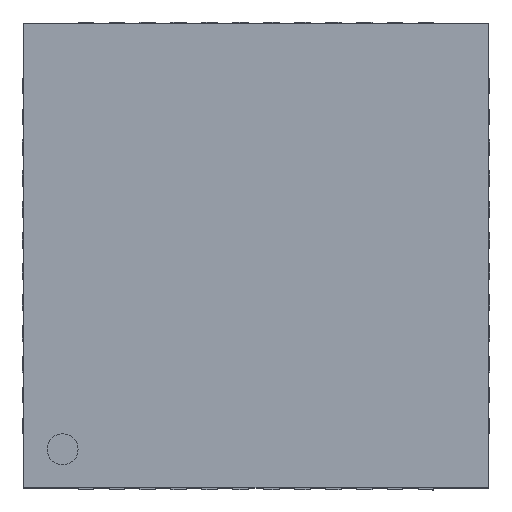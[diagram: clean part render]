
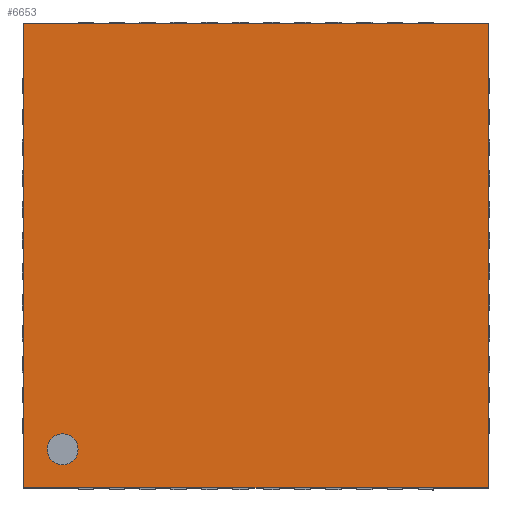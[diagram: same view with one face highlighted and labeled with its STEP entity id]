
A CAD part, top view. The second image highlights one B-rep face of the part: STEP entity #6653.
In plain terms, the highlighted planar face has unit normal (0, 0, 1).
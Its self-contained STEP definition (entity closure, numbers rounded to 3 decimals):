
#353 = CARTESIAN_POINT ( 'NONE',  ( -2.5, -2.5, 0.9 ) ) ;
#580 = PLANE ( 'NONE',  #6007 ) ;
#719 = ORIENTED_EDGE ( 'NONE', *, *, #4315, .T. ) ;
#1370 = VECTOR ( 'NONE', #3258, 1000. ) ;
#1497 = CARTESIAN_POINT ( 'NONE',  ( 0., 0., 0.9 ) ) ;
#1781 = CARTESIAN_POINT ( 'NONE',  ( -2.7, -2.5, 0.9 ) ) ;
#2130 = CARTESIAN_POINT ( 'NONE',  ( -3., 3., 0.9 ) ) ;
#2232 = EDGE_CURVE ( 'NONE', #4401, #7524, #11288, .T. ) ;
#2337 = CARTESIAN_POINT ( 'NONE',  ( -2.5, -2.5, 0.9 ) ) ;
#2349 = ORIENTED_EDGE ( 'NONE', *, *, #7046, .T. ) ;
#2856 = DIRECTION ( 'NONE',  ( 1., 0., 0. ) ) ;
#2882 = AXIS2_PLACEMENT_3D ( 'NONE', #2337, #8547, #3257 ) ;
#3257 = DIRECTION ( 'NONE',  ( 1., 0., 0. ) ) ;
#3258 = DIRECTION ( 'NONE',  ( 0., -1., 0. ) ) ;
#3296 = ORIENTED_EDGE ( 'NONE', *, *, #11857, .T. ) ;
#3881 = LINE ( 'NONE', #6879, #11580 ) ;
#4315 = EDGE_CURVE ( 'NONE', #9643, #4401, #3881, .T. ) ;
#4401 = VERTEX_POINT ( 'NONE', #2130 ) ;
#4427 = CARTESIAN_POINT ( 'NONE',  ( -3., -3., 0.9 ) ) ;
#4757 = FACE_BOUND ( 'NONE', #6792, .T. ) ;
#5108 = CIRCLE ( 'NONE', #2882, 0.2 ) ;
#5577 = CIRCLE ( 'NONE', #6913, 0.2 ) ;
#5982 = CARTESIAN_POINT ( 'NONE',  ( -3., 0., 0.9 ) ) ;
#6007 = AXIS2_PLACEMENT_3D ( 'NONE', #1497, #10997, #7853 ) ;
#6261 = EDGE_LOOP ( 'NONE', ( #8083, #3296, #2349, #719 ) ) ;
#6284 = CARTESIAN_POINT ( 'NONE',  ( -2.3, -2.5, 0.9 ) ) ;
#6562 = EDGE_CURVE ( 'NONE', #8252, #8512, #5108, .T. ) ;
#6653 = ADVANCED_FACE ( 'NONE', ( #9168, #4757 ), #580, .T. ) ;
#6792 = EDGE_LOOP ( 'NONE', ( #12128, #11177 ) ) ;
#6879 = CARTESIAN_POINT ( 'NONE',  ( 0., 3., 0.9 ) ) ;
#6913 = AXIS2_PLACEMENT_3D ( 'NONE', #353, #7839, #2856 ) ;
#7046 = EDGE_CURVE ( 'NONE', #7776, #9643, #7466, .T. ) ;
#7466 = LINE ( 'NONE', #12772, #11826 ) ;
#7524 = VERTEX_POINT ( 'NONE', #4427 ) ;
#7776 = VERTEX_POINT ( 'NONE', #12423 ) ;
#7839 = DIRECTION ( 'NONE',  ( 0., 0., -1. ) ) ;
#7853 = DIRECTION ( 'NONE',  ( 1., 0., 0. ) ) ;
#8083 = ORIENTED_EDGE ( 'NONE', *, *, #2232, .T. ) ;
#8195 = CARTESIAN_POINT ( 'NONE',  ( 0., -3., 0.9 ) ) ;
#8252 = VERTEX_POINT ( 'NONE', #6284 ) ;
#8512 = VERTEX_POINT ( 'NONE', #1781 ) ;
#8547 = DIRECTION ( 'NONE',  ( 0., 0., -1. ) ) ;
#9168 = FACE_OUTER_BOUND ( 'NONE', #6261, .T. ) ;
#9643 = VERTEX_POINT ( 'NONE', #13808 ) ;
#10088 = DIRECTION ( 'NONE',  ( -1., 0., 0. ) ) ;
#10997 = DIRECTION ( 'NONE',  ( 0., 0., 1. ) ) ;
#11177 = ORIENTED_EDGE ( 'NONE', *, *, #13016, .T. ) ;
#11288 = LINE ( 'NONE', #5982, #1370 ) ;
#11349 = DIRECTION ( 'NONE',  ( 1., 0., 0. ) ) ;
#11580 = VECTOR ( 'NONE', #10088, 1000. ) ;
#11826 = VECTOR ( 'NONE', #13823, 1000. ) ;
#11857 = EDGE_CURVE ( 'NONE', #7524, #7776, #12529, .T. ) ;
#12128 = ORIENTED_EDGE ( 'NONE', *, *, #6562, .T. ) ;
#12316 = VECTOR ( 'NONE', #11349, 1000. ) ;
#12423 = CARTESIAN_POINT ( 'NONE',  ( 3., -3., 0.9 ) ) ;
#12529 = LINE ( 'NONE', #8195, #12316 ) ;
#12772 = CARTESIAN_POINT ( 'NONE',  ( 3., 0., 0.9 ) ) ;
#13016 = EDGE_CURVE ( 'NONE', #8512, #8252, #5577, .T. ) ;
#13808 = CARTESIAN_POINT ( 'NONE',  ( 3., 3., 0.9 ) ) ;
#13823 = DIRECTION ( 'NONE',  ( 0., 1., 0. ) ) ;
